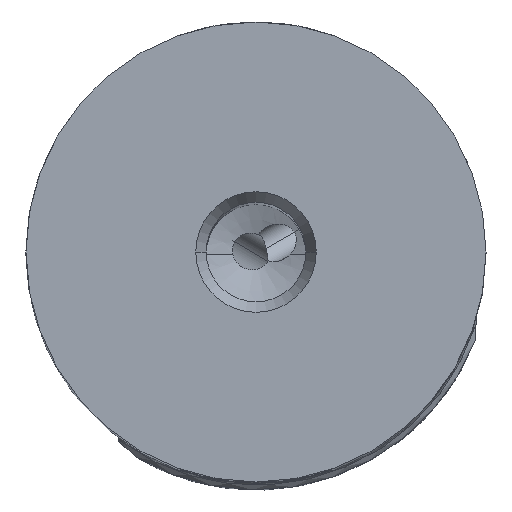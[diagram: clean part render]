
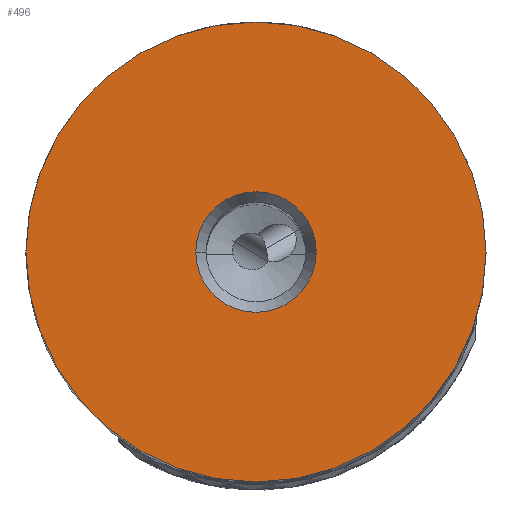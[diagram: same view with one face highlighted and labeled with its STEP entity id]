
A CAD part, top view. The second image highlights one B-rep face of the part: STEP entity #496.
In plain terms, the highlighted planar face has unit normal (0, 0, 1).
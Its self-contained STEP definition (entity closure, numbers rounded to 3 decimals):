
#38=FACE_BOUND('',#774,.T.);
#39=FACE_BOUND('',#775,.T.);
#113=PLANE('',#2327);
#496=ADVANCED_FACE('',(#38,#39),#113,.T.);
#774=EDGE_LOOP('',(#1133,#1134));
#775=EDGE_LOOP('',(#1135,#1136));
#1133=ORIENTED_EDGE('',*,*,#1942,.F.);
#1134=ORIENTED_EDGE('',*,*,#1943,.F.);
#1135=ORIENTED_EDGE('',*,*,#1944,.F.);
#1136=ORIENTED_EDGE('',*,*,#1941,.F.);
#1704=VERTEX_POINT('',#3990);
#1705=VERTEX_POINT('',#3992);
#1706=VERTEX_POINT('',#3996);
#1707=VERTEX_POINT('',#3997);
#1941=EDGE_CURVE('',#1705,#1704,#2171,.T.);
#1942=EDGE_CURVE('',#1706,#1707,#2172,.T.);
#1943=EDGE_CURVE('',#1707,#1706,#2173,.T.);
#1944=EDGE_CURVE('',#1704,#1705,#2174,.T.);
#2171=CIRCLE('',#2322,6.655);
#2172=CIRCLE('',#2324,25.4);
#2173=CIRCLE('',#2325,25.4);
#2174=CIRCLE('',#2326,6.655);
#2322=AXIS2_PLACEMENT_3D('',#3993,#2687,#2688);
#2324=AXIS2_PLACEMENT_3D('',#3995,#2691,#2692);
#2325=AXIS2_PLACEMENT_3D('',#3998,#2693,#2694);
#2326=AXIS2_PLACEMENT_3D('',#3999,#2695,#2696);
#2327=AXIS2_PLACEMENT_3D('',#4000,#2697,#2698);
#2687=DIRECTION('',(0.,0.,1.));
#2688=DIRECTION('',(-1.,0.,0.));
#2691=DIRECTION('',(0.,0.,-1.));
#2692=DIRECTION('',(1.,0.,0.));
#2693=DIRECTION('',(0.,0.,-1.));
#2694=DIRECTION('',(-1.,0.,0.));
#2695=DIRECTION('',(0.,0.,1.));
#2696=DIRECTION('',(1.,0.,0.));
#2697=DIRECTION('',(0.,0.,1.));
#2698=DIRECTION('',(1.,0.,0.));
#3990=CARTESIAN_POINT('',(6.655,0.,0.));
#3992=CARTESIAN_POINT('',(-6.655,0.,0.));
#3993=CARTESIAN_POINT('',(0.,0.,0.));
#3995=CARTESIAN_POINT('',(0.,0.,0.));
#3996=CARTESIAN_POINT('',(25.4,0.,0.));
#3997=CARTESIAN_POINT('',(-25.4,0.,0.));
#3998=CARTESIAN_POINT('',(0.,0.,0.));
#3999=CARTESIAN_POINT('',(0.,0.,0.));
#4000=CARTESIAN_POINT('',(0.,0.,0.));
